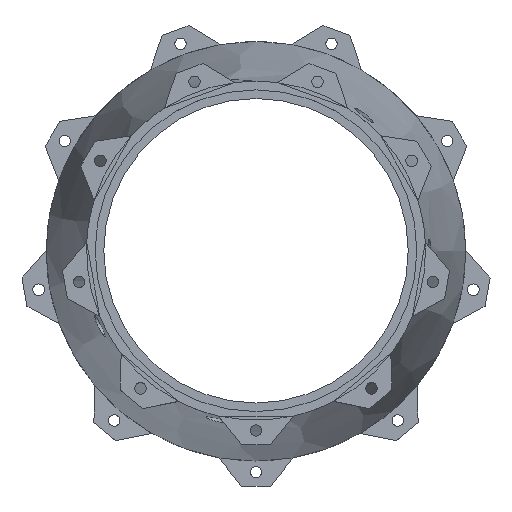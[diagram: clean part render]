
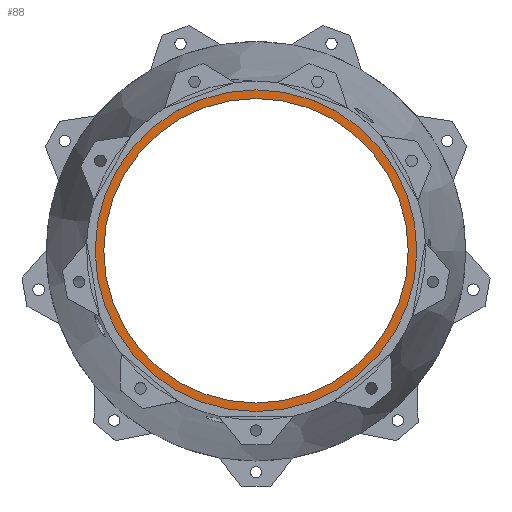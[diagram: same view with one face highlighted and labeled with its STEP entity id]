
A CAD part, top view. The second image highlights one B-rep face of the part: STEP entity #88.
In plain terms, the highlighted planar face has unit normal (0, 0, 1).
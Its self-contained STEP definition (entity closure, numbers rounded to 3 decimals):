
#49 = VERTEX_POINT('',#50);
#50 = CARTESIAN_POINT('',(26.5,0.,-2.));
#56 = EDGE_CURVE('',#49,#49,#57,.T.);
#57 = CIRCLE('',#58,26.5);
#58 = AXIS2_PLACEMENT_3D('',#59,#60,#61);
#59 = CARTESIAN_POINT('',(0.,0.,-2.));
#60 = DIRECTION('',(0.,0.,-1.));
#61 = DIRECTION('',(1.,0.,0.));
#88 = ADVANCED_FACE('',(#89,#92),#103,.F.);
#89 = FACE_BOUND('',#90,.T.);
#90 = EDGE_LOOP('',(#91));
#91 = ORIENTED_EDGE('',*,*,#56,.T.);
#92 = FACE_BOUND('',#93,.T.);
#93 = EDGE_LOOP('',(#94));
#94 = ORIENTED_EDGE('',*,*,#95,.F.);
#95 = EDGE_CURVE('',#96,#96,#98,.T.);
#96 = VERTEX_POINT('',#97);
#97 = CARTESIAN_POINT('',(28.,0.,-2.));
#98 = CIRCLE('',#99,28.);
#99 = AXIS2_PLACEMENT_3D('',#100,#101,#102);
#100 = CARTESIAN_POINT('',(0.,0.,-2.));
#101 = DIRECTION('',(0.,0.,-1.));
#102 = DIRECTION('',(1.,0.,0.));
#103 = PLANE('',#104);
#104 = AXIS2_PLACEMENT_3D('',#105,#106,#107);
#105 = CARTESIAN_POINT('',(0.,0.,-2.));
#106 = DIRECTION('',(0.,0.,-1.));
#107 = DIRECTION('',(1.,0.,0.));
